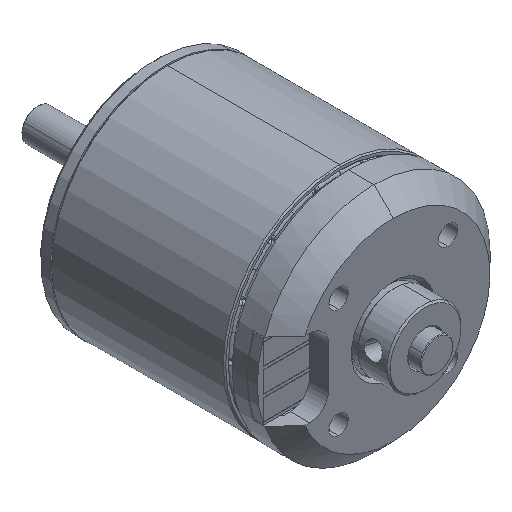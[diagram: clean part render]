
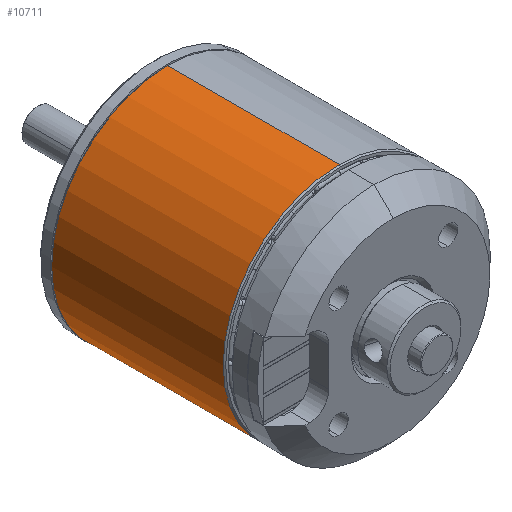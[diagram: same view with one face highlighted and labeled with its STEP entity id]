
A CAD part, isometric view. The second image highlights one B-rep face of the part: STEP entity #10711.
In plain terms, the highlighted cylindrical face has radius 18 mm (diameter 36 mm), a partial arc.
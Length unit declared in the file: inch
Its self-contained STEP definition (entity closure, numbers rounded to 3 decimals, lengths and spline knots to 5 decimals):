
#857 = VERTEX_POINT ( 'NONE', #9019 ) ;
#859 = VERTEX_POINT ( 'NONE', #8938 ) ;
#863 = VERTEX_POINT ( 'NONE', #8967 ) ;
#905 = VERTEX_POINT ( 'NONE', #4468 ) ;
#2605 = ORIENTED_EDGE ( 'NONE', *, *, #12174, .F. ) ;
#2606 = ORIENTED_EDGE ( 'NONE', *, *, #11922, .T. ) ;
#2607 = ORIENTED_EDGE ( 'NONE', *, *, #12176, .T. ) ;
#2608 = ORIENTED_EDGE ( 'NONE', *, *, #11923, .T. ) ;
#3330 = CARTESIAN_POINT ( 'NONE',  ( 0., 0.32283, -0.70866 ) ) ;
#3331 = DIRECTION ( 'NONE',  ( 0., 1., 0. ) ) ;
#3332 = CARTESIAN_POINT ( 'NONE',  ( 0., 0.32283, 0.70866 ) ) ;
#3333 = DIRECTION ( 'NONE',  ( 0., 1., 0. ) ) ;
#3698 = DIRECTION ( 'NONE',  ( 0., 1., 0. ) ) ;
#3700 = CARTESIAN_POINT ( 'NONE',  ( 0., 0.32283, 0. ) ) ;
#3701 = DIRECTION ( 'NONE',  ( 0., 0., 1. ) ) ;
#4468 = CARTESIAN_POINT ( 'NONE',  ( 0., 0.33071, -0.70866 ) ) ;
#8938 = CARTESIAN_POINT ( 'NONE',  ( 0., 1.37795, -0.70866 ) ) ;
#8967 = CARTESIAN_POINT ( 'NONE',  ( 0., 1.37795, 0.70866 ) ) ;
#9019 = CARTESIAN_POINT ( 'NONE',  ( 0., 0.33071, 0.70866 ) ) ;
#10436 = AXIS2_PLACEMENT_3D ( 'NONE', #3700, #3698, #3701 ) ;
#10711 = ADVANCED_FACE ( 'NONE', ( #13775 ), #13779, .T. ) ;
#11299 = EDGE_LOOP ( 'NONE', ( #2605, #2606, #2607, #2608 ) ) ;
#11745 = AXIS2_PLACEMENT_3D ( 'NONE', #15020, #15021, #15022 ) ;
#11746 = AXIS2_PLACEMENT_3D ( 'NONE', #15023, #15024, #15025 ) ;
#11922 = EDGE_CURVE ( 'NONE', #905, #857, #14154, .T. ) ;
#11923 = EDGE_CURVE ( 'NONE', #863, #859, #14155, .T. ) ;
#12174 = EDGE_CURVE ( 'NONE', #905, #859, #14255, .T. ) ;
#12176 = EDGE_CURVE ( 'NONE', #857, #863, #14257, .T. ) ;
#13775 = FACE_OUTER_BOUND ( 'NONE', #11299, .T. ) ;
#13779 = CYLINDRICAL_SURFACE ( 'NONE', #10436, 0.70866 ) ;
#14154 = CIRCLE ( 'NONE', #11745, 0.70866 ) ;
#14155 = CIRCLE ( 'NONE', #11746, 0.70866 ) ;
#14255 = LINE ( 'NONE', #3330, #14258 ) ;
#14257 = LINE ( 'NONE', #3332, #14260 ) ;
#14258 = VECTOR ( 'NONE', #3331, 39.37008 ) ;
#14260 = VECTOR ( 'NONE', #3333, 39.37008 ) ;
#15020 = CARTESIAN_POINT ( 'NONE',  ( 0., 0.33071, 0. ) ) ;
#15021 = DIRECTION ( 'NONE',  ( 0., 1., 0. ) ) ;
#15022 = DIRECTION ( 'NONE',  ( 0., 0., -1. ) ) ;
#15023 = CARTESIAN_POINT ( 'NONE',  ( 0., 1.37795, 0. ) ) ;
#15024 = DIRECTION ( 'NONE',  ( 0., -1., 0. ) ) ;
#15025 = DIRECTION ( 'NONE',  ( 0., 0., -1. ) ) ;
